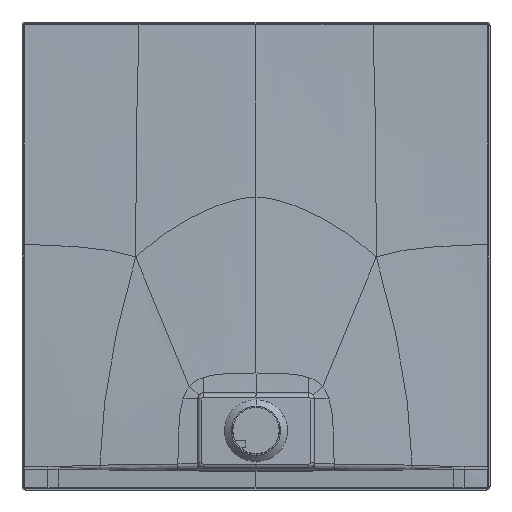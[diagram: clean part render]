
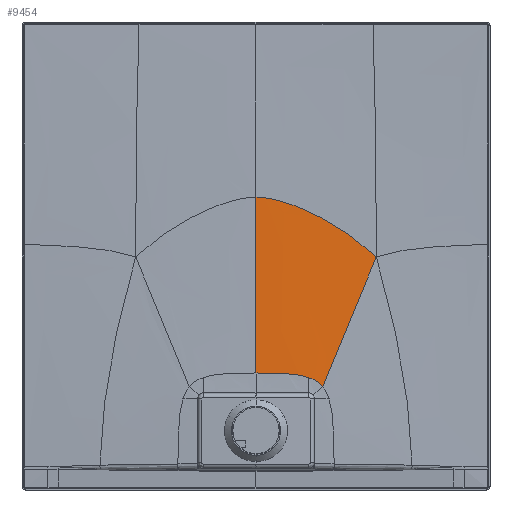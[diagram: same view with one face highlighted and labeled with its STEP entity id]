
A CAD part, front view. The second image highlights one B-rep face of the part: STEP entity #9454.
In plain terms, the highlighted free-form (B-spline) face has degree [3, 3] with [9, 8] control points.
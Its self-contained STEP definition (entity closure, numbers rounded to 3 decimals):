
#1053=CARTESIAN_POINT('',(101.029,-17.999,216.295));
#1054=CARTESIAN_POINT('',(106.844,-17.999,214.312));
#1055=CARTESIAN_POINT('',(117.11,-17.998,209.472));
#1056=CARTESIAN_POINT('',(124.972,-17.997,202.507));
#1057=CARTESIAN_POINT('',(128.38,-17.997,198.398));
#1071=CARTESIAN_POINT('',(0.,-17.999,
225.067));
#1073=CARTESIAN_POINT('',(0.,-17.999,
225.067));
#1074=CARTESIAN_POINT('',(5.829,-17.999,225.067));
#1075=CARTESIAN_POINT('',(17.035,-17.999,225.029));
#1076=CARTESIAN_POINT('',(37.711,-17.999,224.724));
#1077=CARTESIAN_POINT('',(60.433,-17.999,223.759));
#1078=CARTESIAN_POINT('',(83.12,-17.999,221.179));
#1079=CARTESIAN_POINT('',(95.474,-17.999,218.189));
#1080=CARTESIAN_POINT('',(101.029,-17.999,216.295));
#1082=CARTESIAN_POINT('',(101.029,-17.999,216.295));
#1999=CARTESIAN_POINT('',(231.391,-8.999,448.369));
#2000=CARTESIAN_POINT('',(227.999,-9.204,440.798));
#2001=CARTESIAN_POINT('',(221.381,-9.621,425.96));
#2002=CARTESIAN_POINT('',(208.931,-10.468,397.659));
#2003=CARTESIAN_POINT('',(189.388,-11.965,352.012));
#2004=CARTESIAN_POINT('',(167.817,-13.988,297.547));
#2005=CARTESIAN_POINT('',(147.27,-16.096,243.306));
#2006=CARTESIAN_POINT('',(134.636,-17.372,212.453));
#2007=CARTESIAN_POINT('',(128.38,-17.997,198.398));
#2009=DIRECTION('',(0.,-0.022,-1.));
#2010=VECTOR('',#2009,337.583);
#2011=CARTESIAN_POINT('',(0.,-10.499,
562.567));
#2012=LINE('',#2011,#2010);
#5085=CARTESIAN_POINT('',(231.391,-8.999,448.369));
#5086=CARTESIAN_POINT('',(221.369,-9.126,458.038));
#5087=CARTESIAN_POINT('',(201.247,-9.349,475.465));
#5088=CARTESIAN_POINT('',(161.243,-9.698,503.997));
#5089=CARTESIAN_POINT('',(112.294,-10.042,531.693));
#5090=CARTESIAN_POINT('',(55.302,-10.391,555.919));
#5091=CARTESIAN_POINT('',(18.268,-10.499,562.567));
#5092=CARTESIAN_POINT('',(0.,-10.499,
562.567));
#5731=VERTEX_POINT('',#1082);
#5732=VERTEX_POINT('',#1057);
#5733=VERTEX_POINT('',#1071);
#5796=VERTEX_POINT('',#1999);
#5797=CARTESIAN_POINT('',(0.,-10.499,
562.567));
#5798=VERTEX_POINT('',#5797);
#9372=CARTESIAN_POINT('',(-1.33,-18.074,
221.691));
#9373=CARTESIAN_POINT('',(16.979,-18.074,221.697));
#9374=CARTESIAN_POINT('',(48.741,-18.074,221.488));
#9375=CARTESIAN_POINT('',(84.765,-18.072,218.633));
#9376=CARTESIAN_POINT('',(106.488,-18.071,212.649));
#9377=CARTESIAN_POINT('',(119.999,-18.071,204.629));
#9378=CARTESIAN_POINT('',(125.542,-18.071,199.295));
#9379=CARTESIAN_POINT('',(128.083,-18.072,196.168));
#9380=CARTESIAN_POINT('',(-1.33,-17.424,
250.94));
#9381=CARTESIAN_POINT('',(16.971,-17.424,250.973));
#9382=CARTESIAN_POINT('',(49.145,-17.427,249.73));
#9383=CARTESIAN_POINT('',(86.677,-17.437,242.957));
#9384=CARTESIAN_POINT('',(110.082,-17.443,232.813));
#9385=CARTESIAN_POINT('',(125.183,-17.437,221.451));
#9386=CARTESIAN_POINT('',(131.631,-17.428,214.479));
#9387=CARTESIAN_POINT('',(134.672,-17.422,210.525));
#9388=CARTESIAN_POINT('',(-1.326,-16.149,
308.314));
#9389=CARTESIAN_POINT('',(16.914,-16.149,308.398));
#9390=CARTESIAN_POINT('',(49.851,-16.155,305.14));
#9391=CARTESIAN_POINT('',(90.397,-16.182,291.018));
#9392=CARTESIAN_POINT('',(117.175,-16.197,273.534));
#9393=CARTESIAN_POINT('',(135.432,-16.173,256.597));
#9394=CARTESIAN_POINT('',(143.678,-16.142,246.955));
#9395=CARTESIAN_POINT('',(147.713,-16.121,241.647));
#9396=CARTESIAN_POINT('',(-1.31,-14.249,
393.811));
#9397=CARTESIAN_POINT('',(16.693,-14.249,393.962));
#9398=CARTESIAN_POINT('',(50.585,-14.245,388.118));
#9399=CARTESIAN_POINT('',(95.824,-14.24,365.065));
#9400=CARTESIAN_POINT('',(128.245,-14.21,339.224));
#9401=CARTESIAN_POINT('',(151.864,-14.116,316.041));
#9402=CARTESIAN_POINT('',(163.136,-14.033,303.286));
#9403=CARTESIAN_POINT('',(168.825,-13.979,296.317));
#9404=CARTESIAN_POINT('',(-1.304,-12.687,
464.123));
#9405=CARTESIAN_POINT('',(16.593,-12.688,464.304));
#9406=CARTESIAN_POINT('',(51.379,-12.652,457.274));
#9407=CARTESIAN_POINT('',(100.943,-12.539,430.459));
#9408=CARTESIAN_POINT('',(139.157,-12.397,400.996));
#9409=CARTESIAN_POINT('',(168.634,-12.191,374.133));
#9410=CARTESIAN_POINT('',(183.233,-12.04,358.96));
#9411=CARTESIAN_POINT('',(190.713,-11.948,350.526));
#9412=CARTESIAN_POINT('',(-1.322,-11.593,
513.341));
#9413=CARTESIAN_POINT('',(16.821,-11.595,513.523));
#9414=CARTESIAN_POINT('',(52.704,-11.524,506.452));
#9415=CARTESIAN_POINT('',(105.929,-11.298,479.904));
#9416=CARTESIAN_POINT('',(149.185,-11.052,450.491));
#9417=CARTESIAN_POINT('',(183.94,-10.763,422.182));
#9418=CARTESIAN_POINT('',(201.502,-10.565,405.459));
#9419=CARTESIAN_POINT('',(210.529,-10.448,395.992));
#9420=CARTESIAN_POINT('',(-1.343,-10.951,
542.227));
#9421=CARTESIAN_POINT('',(17.082,-10.953,542.404));
#9422=CARTESIAN_POINT('',(53.822,-10.861,535.534));
#9423=CARTESIAN_POINT('',(109.445,-10.561,509.977));
#9424=CARTESIAN_POINT('',(155.953,-10.256,481.347));
#9425=CARTESIAN_POINT('',(194.09,-9.925,452.541));
#9426=CARTESIAN_POINT('',(213.509,-9.705,434.993));
#9427=CARTESIAN_POINT('',(223.485,-9.575,424.959));
#9428=CARTESIAN_POINT('',(-1.358,-10.622,
557.051));
#9429=CARTESIAN_POINT('',(17.266,-10.624,557.223));
#9430=CARTESIAN_POINT('',(54.534,-10.521,550.533));
#9431=CARTESIAN_POINT('',(111.484,-10.183,525.763));
#9432=CARTESIAN_POINT('',(159.76,-9.849,497.783));
#9433=CARTESIAN_POINT('',(199.709,-9.499,468.837));
#9434=CARTESIAN_POINT('',(220.104,-9.271,450.899));
#9435=CARTESIAN_POINT('',(230.569,-9.135,440.593));
#9436=CARTESIAN_POINT('',(-1.367,-10.448,
564.843));
#9437=CARTESIAN_POINT('',(17.379,-10.451,565.012));
#9438=CARTESIAN_POINT('',(54.95,-10.342,558.434));
#9439=CARTESIAN_POINT('',(112.627,-9.984,534.146));
#9440=CARTESIAN_POINT('',(161.854,-9.636,506.565));
#9441=CARTESIAN_POINT('',(202.767,-9.278,477.571));
#9442=CARTESIAN_POINT('',(223.674,-9.046,459.438));
#9443=CARTESIAN_POINT('',(234.394,-8.908,448.995));
#9444=B_SPLINE_SURFACE_WITH_KNOTS('',3,3,((#9372,#9373,#9374,#9375,#9376,#9377,
#9378,#9379),(#9380,#9381,#9382,#9383,#9384,#9385,#9386,#9387),(#9388,#9389,
#9390,#9391,#9392,#9393,#9394,#9395),(#9396,#9397,#9398,#9399,#9400,#9401,#9402,
#9403),(#9404,#9405,#9406,#9407,#9408,#9409,#9410,#9411),(#9412,#9413,#9414,
#9415,#9416,#9417,#9418,#9419),(#9420,#9421,#9422,#9423,#9424,#9425,#9426,
#9427),(#9428,#9429,#9430,#9431,#9432,#9433,#9434,#9435),(#9436,#9437,#9438,
#9439,#9440,#9441,#9442,#9443)),.UNSPECIFIED.,.F.,.F.,.F.,(4,1,1,1,1,1,4),(4,1,
1,1,1,4),(-0.005,0.125,0.25,0.375,0.438,0.469,
0.503),(-0.003,0.125,0.25,0.375,0.438,
0.504),.UNSPECIFIED.);
#9446=ORIENTED_EDGE('',*,*,#9445,.F.);
#9448=ORIENTED_EDGE('',*,*,#9447,.F.);
#9449=ORIENTED_EDGE('',*,*,#9365,.T.);
#9450=ORIENTED_EDGE('',*,*,#7602,.F.);
#9451=ORIENTED_EDGE('',*,*,#7668,.F.);
#9452=EDGE_LOOP('',(#9446,#9448,#9449,#9450,#9451));
#9453=FACE_OUTER_BOUND('',#9452,.F.);
#9454=ADVANCED_FACE('',(#9453),#9444,.F.);
#1058=B_SPLINE_CURVE_WITH_KNOTS('',3,(#1053,#1054,#1055,#1056,#1057),
.UNSPECIFIED.,.F.,.F.,(4,1,4),(0.,0.5,1.),.UNSPECIFIED.);
#1081=B_SPLINE_CURVE_WITH_KNOTS('',3,(#1073,#1074,#1075,#1076,#1077,#1078,#1079,
#1080),.UNSPECIFIED.,.F.,.F.,(4,1,1,1,1,4),(0.,0.125,
0.25,0.5,0.75,1.),.UNSPECIFIED.);
#2008=B_SPLINE_CURVE_WITH_KNOTS('',3,(#1999,#2000,#2001,#2002,#2003,#2004,#2005,
#2006,#2007),.UNSPECIFIED.,.F.,.F.,(4,1,1,1,1,1,4),(0.,0.063,
0.125,0.25,0.5,0.75,1.),
.UNSPECIFIED.);
#5093=B_SPLINE_CURVE_WITH_KNOTS('',3,(#5085,#5086,#5087,#5088,#5089,#5090,#5091,
#5092),.UNSPECIFIED.,.F.,.F.,(4,1,1,1,1,4),(0.,0.125,
0.25,0.5,0.75,1.),.UNSPECIFIED.);
#7602=EDGE_CURVE('',#5731,#5732,#1058,.T.);
#7668=EDGE_CURVE('',#5733,#5731,#1081,.T.);
#9365=EDGE_CURVE('',#5796,#5732,#2008,.T.);
#9445=EDGE_CURVE('',#5798,#5733,#2012,.T.);
#9447=EDGE_CURVE('',#5796,#5798,#5093,.T.);
